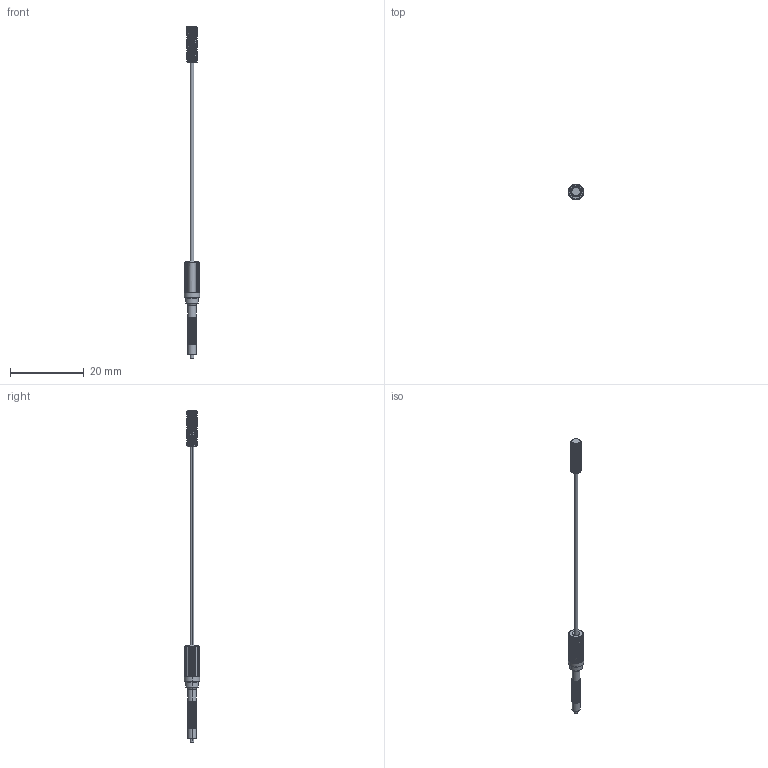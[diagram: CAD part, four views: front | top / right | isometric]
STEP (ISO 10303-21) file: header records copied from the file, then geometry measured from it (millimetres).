
FILE_DESCRIPTION((''),'2;1');
FILE_NAME('PTS3Y10D_ASM','2020-06-09T08:51:39',('Administrator'),(''),'CREO PARAMETRIC BY PTC INC, 2018400','CREO PARAMETRIC BY PTC INC, 2018400','');
FILE_SCHEMA(('AUTOMOTIVE_DESIGN { 1 0 10303 214 1 1 1 1 }'));
Length unit declared in the file: millimetre
Products named in the file (4): 10XIAN_; JW22_10; M3-QY; PTS3Y10D_ASM
Assembly tree (3 placements, depth 2):
  PTS3Y10D_ASM
    10XIAN_
    JW22_10
    M3-QY
Bounding box: 4.2 x 4.2 x 90 mm (x, y, z)
Volume: 294.5 mm3; surface area: 790.4 mm2
Topology: 3 solids, 3 shells, 433 faces, 1059 edges, 634 vertices
Faces by surface type: cylinder 223, plane 108, torus 76, bspline 18, cone 8
Entity records: 20771 total; most frequent: CARTESIAN_POINT 10362, DIRECTION 2300, ORIENTED_EDGE 2118, EDGE_CURVE 1059, AXIS2_PLACEMENT_3D 1030, VERTEX_POINT 634, CIRCLE 608, EDGE_LOOP 437
